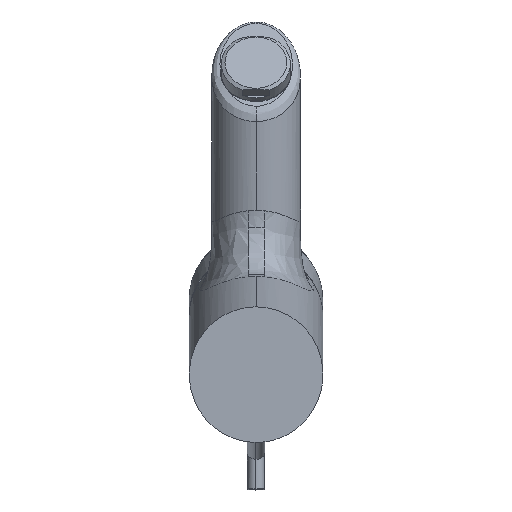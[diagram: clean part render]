
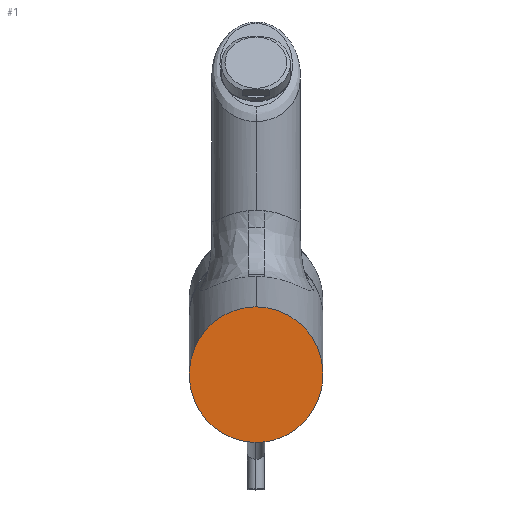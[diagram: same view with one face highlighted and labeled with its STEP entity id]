
A CAD part, front view. The second image highlights one B-rep face of the part: STEP entity #1.
In plain terms, the highlighted planar face has unit normal (0, -1, 0).
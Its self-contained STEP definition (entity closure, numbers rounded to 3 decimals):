
#1 = ADVANCED_FACE ( 'NONE', ( #3923 ), #11667, .T. ) ;
#692 = VERTEX_POINT ( 'NONE', #11339 ) ;
#2271 = ORIENTED_EDGE ( 'NONE', *, *, #11874, .F. ) ;
#2412 = CARTESIAN_POINT ( 'NONE',  ( 46.581, 0., -23.487 ) ) ;
#2809 = CARTESIAN_POINT ( 'NONE',  ( 0.081, 0., -23.487 ) ) ;
#3683 = DIRECTION ( 'NONE',  ( 0., -1., 0. ) ) ;
#3923 = FACE_OUTER_BOUND ( 'NONE', #9165, .T. ) ;
#5472 = CARTESIAN_POINT ( 'NONE',  ( -46.419, 0., 23.66 ) ) ;
#5985 =( BOUNDED_CURVE ( )  B_SPLINE_CURVE ( 3, ( #7572, #9546, #5472, #6442 ),
 .UNSPECIFIED., .F., .T. ) 
 B_SPLINE_CURVE_WITH_KNOTS ( ( 4, 4 ),
 ( 3.142, 6.283 ),
 .UNSPECIFIED. ) 
 CURVE ( )  GEOMETRIC_REPRESENTATION_ITEM ( )  RATIONAL_B_SPLINE_CURVE ( ( 1., 0.333, 0.333, 1. ) ) 
 REPRESENTATION_ITEM ( '' )  );
#6442 = CARTESIAN_POINT ( 'NONE',  ( 0.081, 0., 23.66 ) ) ;
#7572 = CARTESIAN_POINT ( 'NONE',  ( 0.081, 0., -23.487 ) ) ;
#7720 = AXIS2_PLACEMENT_3D ( 'NONE', #9692, #3683, #10703 ) ;
#8953 =( BOUNDED_CURVE ( )  B_SPLINE_CURVE ( 3, ( #12374, #11366, #2412, #9429 ),
 .UNSPECIFIED., .F., .T. ) 
 B_SPLINE_CURVE_WITH_KNOTS ( ( 4, 4 ),
 ( 0., 3.142 ),
 .UNSPECIFIED. ) 
 CURVE ( )  GEOMETRIC_REPRESENTATION_ITEM ( )  RATIONAL_B_SPLINE_CURVE ( ( 1., 0.333, 0.333, 1. ) ) 
 REPRESENTATION_ITEM ( '' )  );
#9165 = EDGE_LOOP ( 'NONE', ( #9485, #2271 ) ) ;
#9429 = CARTESIAN_POINT ( 'NONE',  ( 0.081, 0., -23.487 ) ) ;
#9485 = ORIENTED_EDGE ( 'NONE', *, *, #10704, .F. ) ;
#9546 = CARTESIAN_POINT ( 'NONE',  ( -46.419, 0., -23.487 ) ) ;
#9692 = CARTESIAN_POINT ( 'NONE',  ( -23.634, 0., -23.959 ) ) ;
#10307 = VERTEX_POINT ( 'NONE', #2809 ) ;
#10703 = DIRECTION ( 'NONE',  ( -1., 0., 0. ) ) ;
#10704 = EDGE_CURVE ( 'NONE', #692, #10307, #8953, .T. ) ;
#11339 = CARTESIAN_POINT ( 'NONE',  ( 0.081, 0., 23.66 ) ) ;
#11366 = CARTESIAN_POINT ( 'NONE',  ( 46.581, 0., 23.66 ) ) ;
#11667 = PLANE ( 'NONE',  #7720 ) ;
#11874 = EDGE_CURVE ( 'NONE', #10307, #692, #5985, .T. ) ;
#12374 = CARTESIAN_POINT ( 'NONE',  ( 0.081, 0., 23.66 ) ) ;
